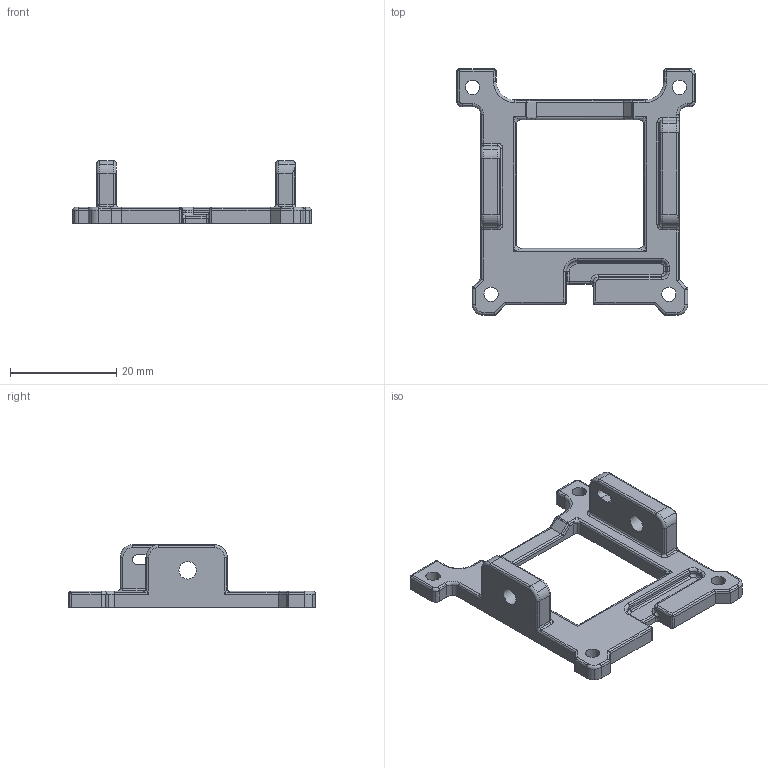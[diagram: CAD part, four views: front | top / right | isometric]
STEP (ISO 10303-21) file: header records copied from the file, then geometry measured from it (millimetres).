
FILE_DESCRIPTION(('STEP AP214'),'1');
FILE_NAME('PiCamera_frame.stp','2023-01-30T19:58:36',(' '),(' '),'Spatial InterOp 3D',' ',' ');
FILE_SCHEMA(('AUTOMOTIVE_DESIGN { 1 0 10303 214 1 1 1 1 }'));
Length unit declared in the file: metre
Products named in the file (1): PiCamera_frame
Bounding box: 44.78 x 46.34 x 11.74 mm (x, y, z)
Volume: 3600.3 mm3; surface area: 3512.6 mm2
Topology: 1 solids, 1 shells, 297 faces, 784 edges, 479 vertices
Faces by surface type: cylinder 204, plane 47, torus 34, bspline 7, sphere 5
Entity records: 11205 total; most frequent: CARTESIAN_POINT 3678, DIRECTION 1687, ORIENTED_EDGE 1550, EDGE_CURVE 775, AXIS2_PLACEMENT_3D 673, VERTEX_POINT 479, LINE 341, VECTOR 341
